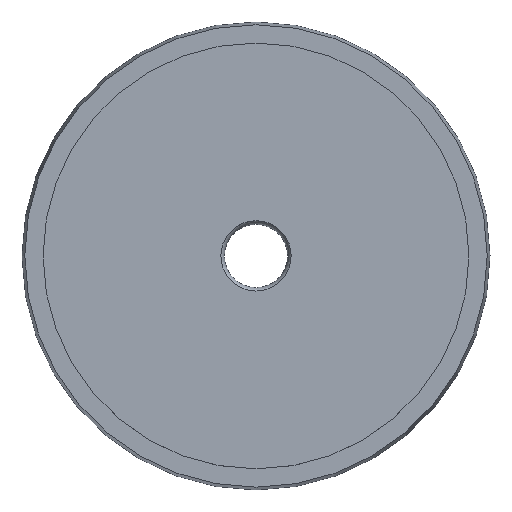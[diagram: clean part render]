
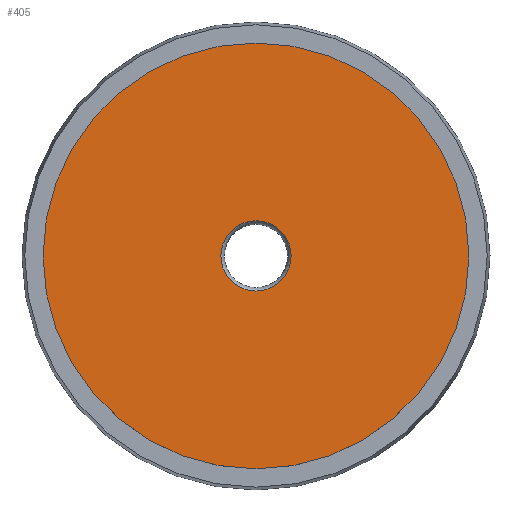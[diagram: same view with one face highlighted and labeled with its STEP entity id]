
A CAD part, top view. The second image highlights one B-rep face of the part: STEP entity #405.
In plain terms, the highlighted planar face has unit normal (0, 0, 1).
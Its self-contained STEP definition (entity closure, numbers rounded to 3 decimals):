
#15 = ORIENTED_EDGE ( 'NONE', *, *, #208, .F. ) ;
#19 = DIRECTION ( 'NONE',  ( 1., 0., 0. ) ) ;
#20 = CIRCLE ( 'NONE', #64, 15.15 ) ;
#23 = FACE_OUTER_BOUND ( 'NONE', #204, .T. ) ;
#27 = EDGE_CURVE ( 'NONE', #339, #487, #617, .T. ) ;
#34 = DIRECTION ( 'NONE',  ( 0., 0., 1. ) ) ;
#64 = AXIS2_PLACEMENT_3D ( 'NONE', #614, #164, #413 ) ;
#67 = CARTESIAN_POINT ( 'NONE',  ( -2.5, 0., 0. ) ) ;
#127 = CARTESIAN_POINT ( 'NONE',  ( 0., 0., 0. ) ) ;
#139 = ORIENTED_EDGE ( 'NONE', *, *, #27, .T. ) ;
#150 = PLANE ( 'NONE',  #429 ) ;
#151 = CARTESIAN_POINT ( 'NONE',  ( -15.15, 0., 0. ) ) ;
#157 = CARTESIAN_POINT ( 'NONE',  ( 0., 0., 0. ) ) ;
#164 = DIRECTION ( 'NONE',  ( 0., 0., 1. ) ) ;
#192 = EDGE_LOOP ( 'NONE', ( #456, #15 ) ) ;
#193 = VERTEX_POINT ( 'NONE', #67 ) ;
#199 = CIRCLE ( 'NONE', #312, 2.5 ) ;
#204 = EDGE_LOOP ( 'NONE', ( #139, #613 ) ) ;
#208 = EDGE_CURVE ( 'NONE', #193, #228, #515, .T. ) ;
#228 = VERTEX_POINT ( 'NONE', #621 ) ;
#258 = EDGE_CURVE ( 'NONE', #487, #339, #20, .T. ) ;
#284 = CARTESIAN_POINT ( 'NONE',  ( 0., 0., 0. ) ) ;
#312 = AXIS2_PLACEMENT_3D ( 'NONE', #157, #465, #414 ) ;
#325 = DIRECTION ( 'NONE',  ( 0., 0., 1. ) ) ;
#339 = VERTEX_POINT ( 'NONE', #389 ) ;
#371 = FACE_BOUND ( 'NONE', #192, .T. ) ;
#389 = CARTESIAN_POINT ( 'NONE',  ( 15.15, 0., 0. ) ) ;
#396 = AXIS2_PLACEMENT_3D ( 'NONE', #284, #34, #583 ) ;
#405 = ADVANCED_FACE ( 'NONE', ( #371, #23 ), #150, .F. ) ;
#413 = DIRECTION ( 'NONE',  ( 1., 0., 0. ) ) ;
#414 = DIRECTION ( 'NONE',  ( 1., 0., 0. ) ) ;
#429 = AXIS2_PLACEMENT_3D ( 'NONE', #496, #517, #568 ) ;
#456 = ORIENTED_EDGE ( 'NONE', *, *, #620, .F. ) ;
#465 = DIRECTION ( 'NONE',  ( 0., 0., 1. ) ) ;
#487 = VERTEX_POINT ( 'NONE', #151 ) ;
#496 = CARTESIAN_POINT ( 'NONE',  ( 0., 0., 0. ) ) ;
#515 = CIRCLE ( 'NONE', #585, 2.5 ) ;
#517 = DIRECTION ( 'NONE',  ( 0., 0., -1. ) ) ;
#568 = DIRECTION ( 'NONE',  ( -1., 0., 0. ) ) ;
#583 = DIRECTION ( 'NONE',  ( 1., 0., 0. ) ) ;
#585 = AXIS2_PLACEMENT_3D ( 'NONE', #127, #325, #19 ) ;
#613 = ORIENTED_EDGE ( 'NONE', *, *, #258, .T. ) ;
#614 = CARTESIAN_POINT ( 'NONE',  ( 0., 0., 0. ) ) ;
#617 = CIRCLE ( 'NONE', #396, 15.15 ) ;
#620 = EDGE_CURVE ( 'NONE', #228, #193, #199, .T. ) ;
#621 = CARTESIAN_POINT ( 'NONE',  ( 2.5, 0., 0. ) ) ;
